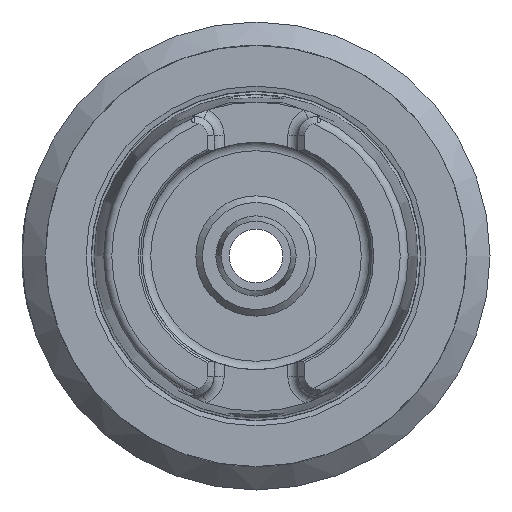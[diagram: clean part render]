
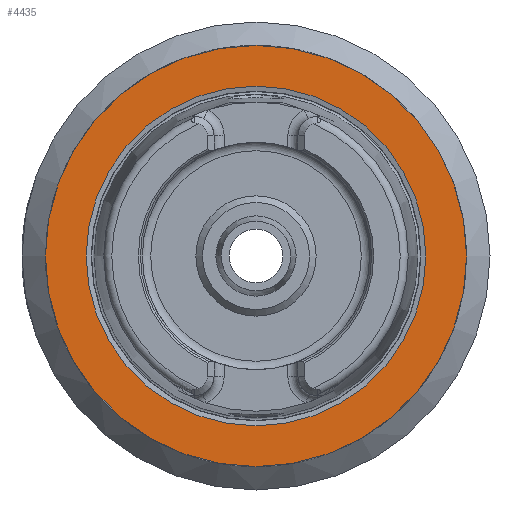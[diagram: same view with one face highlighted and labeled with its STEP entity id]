
A CAD part, left-side view. The second image highlights one B-rep face of the part: STEP entity #4435.
In plain terms, the highlighted planar face has unit normal (-1, 0, 0).
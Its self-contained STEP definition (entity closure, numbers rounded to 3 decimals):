
#3547=CARTESIAN_POINT('',(0.0,31.5,0.0));
#3548=VERTEX_POINT('',#3547);
#3549=CARTESIAN_POINT('',(0.0,0.0,0.0));
#3550=DIRECTION('',(1.0,0.0,0.0));
#3551=DIRECTION('',(0.0,1.0,0.0));
#3552=AXIS2_PLACEMENT_3D('',#3549,#3550,#3551);
#3553=CIRCLE('',#3552,31.5);
#3554=EDGE_CURVE('',#3548,#3548,#3553,.T.);
#4409=CARTESIAN_POINT('',(0.0,25.4,0.0));
#4410=VERTEX_POINT('',#4409);
#4411=CARTESIAN_POINT('',(0.0,0.0,0.0));
#4412=DIRECTION('',(1.0,0.0,0.0));
#4413=DIRECTION('',(0.0,1.0,0.0));
#4414=AXIS2_PLACEMENT_3D('',#4411,#4412,#4413);
#4415=CIRCLE('',#4414,25.4);
#4416=EDGE_CURVE('',#4410,#4410,#4415,.T.);
#4424=CARTESIAN_POINT('',(0.0,28.45,0.0));
#4425=DIRECTION('',(-1.0,0.0,0.0));
#4426=DIRECTION('',(0.0,0.0,1.0));
#4427=AXIS2_PLACEMENT_3D('',#4424,#4425,#4426);
#4428=PLANE('',#4427);
#4429=ORIENTED_EDGE('',*,*,#3554,.F.);
#4430=EDGE_LOOP('',(#4429));
#4431=FACE_OUTER_BOUND('',#4430,.T.);
#4432=ORIENTED_EDGE('',*,*,#4416,.T.);
#4433=EDGE_LOOP('',(#4432));
#4434=FACE_BOUND('',#4433,.T.);
#4435=ADVANCED_FACE('',(#4431,#4434),#4428,.T.);
